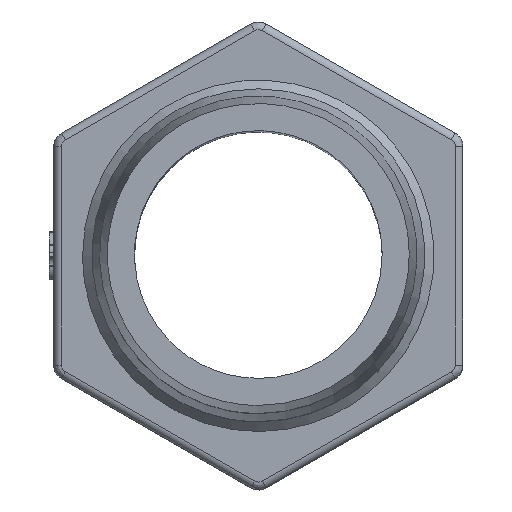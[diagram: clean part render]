
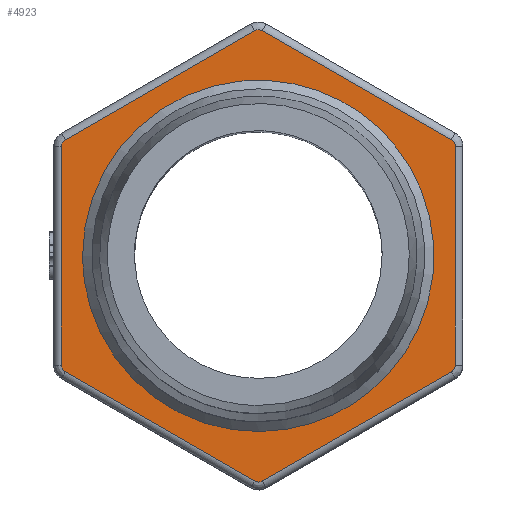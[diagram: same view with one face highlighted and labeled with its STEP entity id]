
A CAD part, top view. The second image highlights one B-rep face of the part: STEP entity #4923.
In plain terms, the highlighted free-form (B-spline) face has degree [1, 1] with [2, 2] control points.
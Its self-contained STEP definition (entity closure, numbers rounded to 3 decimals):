
#4491 = VERTEX_POINT('',#4492);
#4492 = CARTESIAN_POINT('',(-0.329,-19.13,
    6.577));
#4498 = EDGE_CURVE('',#4499,#4491,#4501,.T.);
#4499 = VERTEX_POINT('',#4500);
#4500 = CARTESIAN_POINT('',(0.329,-19.13,
    6.577));
#4501 = ( BOUNDED_CURVE() B_SPLINE_CURVE(2,(#4502,#4503,#4504),
.UNSPECIFIED.,.F.,.F.) B_SPLINE_CURVE_WITH_KNOTS((3,3),(5.76,
6.807),.PIECEWISE_BEZIER_KNOTS.) CURVE() 
GEOMETRIC_REPRESENTATION_ITEM() RATIONAL_B_SPLINE_CURVE((1.,
0.866,1.)) REPRESENTATION_ITEM('') );
#4502 = CARTESIAN_POINT('',(0.329,-19.13,
    6.577));
#4503 = CARTESIAN_POINT('',(0.,-19.32,
    6.577));
#4504 = CARTESIAN_POINT('',(-0.329,-19.13,
    6.577));
#4526 = VERTEX_POINT('',#4527);
#4527 = CARTESIAN_POINT('',(-16.403,-9.85,
    6.577));
#4539 = EDGE_CURVE('',#4491,#4526,#4540,.T.);
#4540 = B_SPLINE_CURVE_WITH_KNOTS('',1,(#4541,#4542),.UNSPECIFIED.,.F.,
  .F.,(2,2),(-10.872,3.239),.PIECEWISE_BEZIER_KNOTS.);
#4541 = CARTESIAN_POINT('',(-0.329,-19.13,
    6.577));
#4542 = CARTESIAN_POINT('',(-16.403,-9.85,
    6.577));
#4554 = EDGE_CURVE('',#4526,#4555,#4557,.T.);
#4555 = VERTEX_POINT('',#4556);
#4556 = CARTESIAN_POINT('',(-16.732,-9.28,
    6.577));
#4557 = ( BOUNDED_CURVE() B_SPLINE_CURVE(2,(#4558,#4559,#4560),
.UNSPECIFIED.,.F.,.F.) B_SPLINE_CURVE_WITH_KNOTS((3,3),(5.76,
6.807),.PIECEWISE_BEZIER_KNOTS.) CURVE() 
GEOMETRIC_REPRESENTATION_ITEM() RATIONAL_B_SPLINE_CURVE((1.,
0.866,1.)) REPRESENTATION_ITEM('') );
#4558 = CARTESIAN_POINT('',(-16.403,-9.85,
    6.577));
#4559 = CARTESIAN_POINT('',(-16.732,-9.66,
    6.577));
#4560 = CARTESIAN_POINT('',(-16.732,-9.28,
    6.577));
#4584 = VERTEX_POINT('',#4585);
#4585 = CARTESIAN_POINT('',(-16.732,9.28,6.577
    ));
#4593 = EDGE_CURVE('',#4555,#4584,#4594,.T.);
#4594 = B_SPLINE_CURVE_WITH_KNOTS('',1,(#4595,#4596),.UNSPECIFIED.,.F.,
  .F.,(2,2),(-10.872,3.239),.PIECEWISE_BEZIER_KNOTS.);
#4595 = CARTESIAN_POINT('',(-16.732,-9.28,
    6.577));
#4596 = CARTESIAN_POINT('',(-16.732,9.28,6.577
    ));
#4608 = EDGE_CURVE('',#4584,#4609,#4611,.T.);
#4609 = VERTEX_POINT('',#4610);
#4610 = CARTESIAN_POINT('',(-16.403,9.85,
    6.577));
#4611 = ( BOUNDED_CURVE() B_SPLINE_CURVE(2,(#4612,#4613,#4614),
.UNSPECIFIED.,.F.,.F.) B_SPLINE_CURVE_WITH_KNOTS((3,3),(5.76,
6.807),.PIECEWISE_BEZIER_KNOTS.) CURVE() 
GEOMETRIC_REPRESENTATION_ITEM() RATIONAL_B_SPLINE_CURVE((1.,
0.866,1.)) REPRESENTATION_ITEM('') );
#4612 = CARTESIAN_POINT('',(-16.732,9.28,6.577
    ));
#4613 = CARTESIAN_POINT('',(-16.732,9.66,
    6.577));
#4614 = CARTESIAN_POINT('',(-16.403,9.85,
    6.577));
#4638 = VERTEX_POINT('',#4639);
#4639 = CARTESIAN_POINT('',(-0.329,19.13,
    6.577));
#4647 = EDGE_CURVE('',#4609,#4638,#4648,.T.);
#4648 = B_SPLINE_CURVE_WITH_KNOTS('',1,(#4649,#4650),.UNSPECIFIED.,.F.,
  .F.,(2,2),(-10.872,3.239),.PIECEWISE_BEZIER_KNOTS.);
#4649 = CARTESIAN_POINT('',(-16.403,9.85,
    6.577));
#4650 = CARTESIAN_POINT('',(-0.329,19.13,
    6.577));
#4662 = EDGE_CURVE('',#4638,#4663,#4665,.T.);
#4663 = VERTEX_POINT('',#4664);
#4664 = CARTESIAN_POINT('',(0.329,19.13,
    6.577));
#4665 = ( BOUNDED_CURVE() B_SPLINE_CURVE(2,(#4666,#4667,#4668),
.UNSPECIFIED.,.F.,.F.) B_SPLINE_CURVE_WITH_KNOTS((3,3),(5.76,
6.807),.PIECEWISE_BEZIER_KNOTS.) CURVE() 
GEOMETRIC_REPRESENTATION_ITEM() RATIONAL_B_SPLINE_CURVE((1.,
0.866,1.)) REPRESENTATION_ITEM('') );
#4666 = CARTESIAN_POINT('',(-0.329,19.13,
    6.577));
#4667 = CARTESIAN_POINT('',(0.,19.32,
    6.577));
#4668 = CARTESIAN_POINT('',(0.329,19.13,
    6.577));
#4692 = VERTEX_POINT('',#4693);
#4693 = CARTESIAN_POINT('',(16.403,9.85,
    6.577));
#4701 = EDGE_CURVE('',#4663,#4692,#4702,.T.);
#4702 = B_SPLINE_CURVE_WITH_KNOTS('',1,(#4703,#4704),.UNSPECIFIED.,.F.,
  .F.,(2,2),(-10.872,3.239),.PIECEWISE_BEZIER_KNOTS.);
#4703 = CARTESIAN_POINT('',(0.329,19.13,
    6.577));
#4704 = CARTESIAN_POINT('',(16.403,9.85,
    6.577));
#4716 = EDGE_CURVE('',#4692,#4717,#4719,.T.);
#4717 = VERTEX_POINT('',#4718);
#4718 = CARTESIAN_POINT('',(16.732,9.28,6.577
    ));
#4719 = ( BOUNDED_CURVE() B_SPLINE_CURVE(2,(#4720,#4721,#4722),
.UNSPECIFIED.,.F.,.F.) B_SPLINE_CURVE_WITH_KNOTS((3,3),(5.76,
6.807),.PIECEWISE_BEZIER_KNOTS.) CURVE() 
GEOMETRIC_REPRESENTATION_ITEM() RATIONAL_B_SPLINE_CURVE((1.,
0.866,1.)) REPRESENTATION_ITEM('') );
#4720 = CARTESIAN_POINT('',(16.403,9.85,
    6.577));
#4721 = CARTESIAN_POINT('',(16.732,9.66,
    6.577));
#4722 = CARTESIAN_POINT('',(16.732,9.28,6.577
    ));
#4753 = VERTEX_POINT('',#4754);
#4754 = CARTESIAN_POINT('',(16.732,-9.28,
    6.577));
#4768 = EDGE_CURVE('',#4717,#4753,#4769,.T.);
#4769 = B_SPLINE_CURVE_WITH_KNOTS('',1,(#4770,#4771),.UNSPECIFIED.,.F.,
  .F.,(2,2),(-10.872,3.239),.PIECEWISE_BEZIER_KNOTS.);
#4770 = CARTESIAN_POINT('',(16.732,9.28,6.577
    ));
#4771 = CARTESIAN_POINT('',(16.732,-9.28,
    6.577));
#4783 = EDGE_CURVE('',#4753,#4784,#4786,.T.);
#4784 = VERTEX_POINT('',#4785);
#4785 = CARTESIAN_POINT('',(16.403,-9.85,
    6.577));
#4786 = ( BOUNDED_CURVE() B_SPLINE_CURVE(2,(#4787,#4788,#4789),
.UNSPECIFIED.,.F.,.F.) B_SPLINE_CURVE_WITH_KNOTS((3,3),(5.76,
6.807),.PIECEWISE_BEZIER_KNOTS.) CURVE() 
GEOMETRIC_REPRESENTATION_ITEM() RATIONAL_B_SPLINE_CURVE((1.,
0.866,1.)) REPRESENTATION_ITEM('') );
#4787 = CARTESIAN_POINT('',(16.732,-9.28,
    6.577));
#4788 = CARTESIAN_POINT('',(16.732,-9.66,
    6.577));
#4789 = CARTESIAN_POINT('',(16.403,-9.85,
    6.577));
#4820 = EDGE_CURVE('',#4784,#4499,#4821,.T.);
#4821 = B_SPLINE_CURVE_WITH_KNOTS('',1,(#4822,#4823),.UNSPECIFIED.,.F.,
  .F.,(2,2),(-10.872,3.239),.PIECEWISE_BEZIER_KNOTS.);
#4822 = CARTESIAN_POINT('',(16.403,-9.85,
    6.577));
#4823 = CARTESIAN_POINT('',(0.329,-19.13,
    6.577));
#4923 = ADVANCED_FACE('',(#4924,#4938),#4952,.T.);
#4924 = FACE_BOUND('',#4925,.T.);
#4925 = EDGE_LOOP('',(#4926,#4927,#4928,#4929,#4930,#4931,#4932,#4933,
    #4934,#4935,#4936,#4937));
#4926 = ORIENTED_EDGE('',*,*,#4498,.F.);
#4927 = ORIENTED_EDGE('',*,*,#4820,.F.);
#4928 = ORIENTED_EDGE('',*,*,#4783,.F.);
#4929 = ORIENTED_EDGE('',*,*,#4768,.F.);
#4930 = ORIENTED_EDGE('',*,*,#4716,.F.);
#4931 = ORIENTED_EDGE('',*,*,#4701,.F.);
#4932 = ORIENTED_EDGE('',*,*,#4662,.F.);
#4933 = ORIENTED_EDGE('',*,*,#4647,.F.);
#4934 = ORIENTED_EDGE('',*,*,#4608,.F.);
#4935 = ORIENTED_EDGE('',*,*,#4593,.F.);
#4936 = ORIENTED_EDGE('',*,*,#4554,.F.);
#4937 = ORIENTED_EDGE('',*,*,#4539,.F.);
#4938 = FACE_BOUND('',#4939,.T.);
#4939 = EDGE_LOOP('',(#4940));
#4940 = ORIENTED_EDGE('',*,*,#4941,.T.);
#4941 = EDGE_CURVE('',#4942,#4942,#4944,.T.);
#4942 = VERTEX_POINT('',#4943);
#4943 = CARTESIAN_POINT('',(-14.929,0.,6.577));
#4944 = ( BOUNDED_CURVE() B_SPLINE_CURVE(2,(#4945,#4946,#4947,#4948,
#4949,#4950,#4951),.UNSPECIFIED.,.T.,.F.) B_SPLINE_CURVE_WITH_KNOTS((1,2
    ,2,2,2,1),(-2.094,0.,2.094,4.189,
6.283,8.378),.UNSPECIFIED.) CURVE() 
GEOMETRIC_REPRESENTATION_ITEM() RATIONAL_B_SPLINE_CURVE((1.,0.5,1.,0.5,
1.,0.5,1.)) REPRESENTATION_ITEM('') );
#4945 = CARTESIAN_POINT('',(-14.929,0.,6.577));
#4946 = CARTESIAN_POINT('',(-14.929,25.858,
    6.577));
#4947 = CARTESIAN_POINT('',(7.465,12.929,
    6.577));
#4948 = CARTESIAN_POINT('',(29.858,0.,
    6.577));
#4949 = CARTESIAN_POINT('',(7.465,-12.929,
    6.577));
#4950 = CARTESIAN_POINT('',(-14.929,-25.858,
    6.577));
#4951 = CARTESIAN_POINT('',(-14.929,0.,6.577));
#4952 = B_SPLINE_SURFACE_WITH_KNOTS('',1,1,(
    (#4953,#4954)
    ,(#4955,#4956
    )),.UNSPECIFIED.,.F.,.F.,.F.,(2,2),(2,2),(-12.721,12.721),(
    -14.611,14.611),.PIECEWISE_BEZIER_KNOTS.);
#4953 = CARTESIAN_POINT('',(-16.732,-19.219,
    6.577));
#4954 = CARTESIAN_POINT('',(-16.732,19.219,
    6.577));
#4955 = CARTESIAN_POINT('',(16.732,-19.219,
    6.577));
#4956 = CARTESIAN_POINT('',(16.732,19.219,
    6.577));
